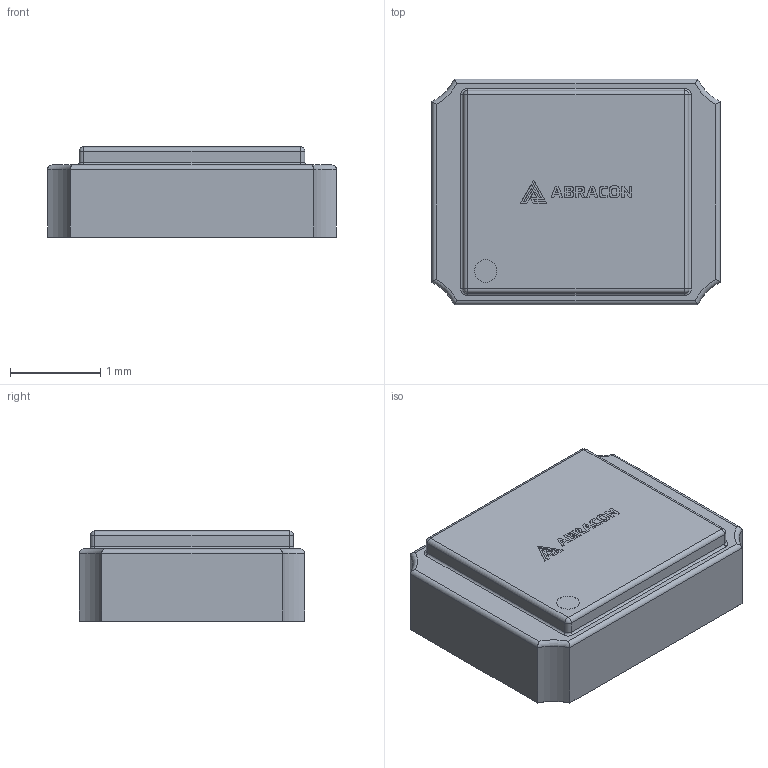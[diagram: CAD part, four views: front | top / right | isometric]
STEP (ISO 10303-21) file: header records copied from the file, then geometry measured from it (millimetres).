
FILE_DESCRIPTION(/* description */ (''),/* implementation_level */ '2;1');
FILE_NAME(/* name */ 'ABM8G.stp',/* time_stamp */ '2021-10-20T11:25:13+03:00',/* author */ ('thall'),/* organization */ (''),/* preprocessor_version */ 'ST-DEVELOPER v18.1',/* originating_system */ 'Autodesk Inventor 2021',/* authorisation */ '');
FILE_SCHEMA (('AUTOMOTIVE_DESIGN { 1 0 10303 214 3 1 1 }'));
Length unit declared in the file: millimetre
Products named in the file (5): ABM8G; Body; Termination; Marking; Logo
Assembly tree (4 placements, depth 2):
  ABM8G
    Body
    Termination
    Marking
    Logo
Bounding box: 3.2 x 2.5 x 1 mm (x, y, z)
Volume: 7.4 mm3; surface area: 31.1 mm2
Topology: 14 solids, 14 shells, 334 faces, 889 edges, 584 vertices
Faces by surface type: plane 193, bspline 104, cylinder 25, torus 8, sphere 4
Full cylindrical faces by diameter (mm): 0.25 x1
Entity records: 11960 total; most frequent: CARTESIAN_POINT 4050, ORIENTED_EDGE 1778, DIRECTION 1239, EDGE_CURVE 889, LINE 621, VECTOR 621, VERTEX_POINT 584, EDGE_LOOP 351
